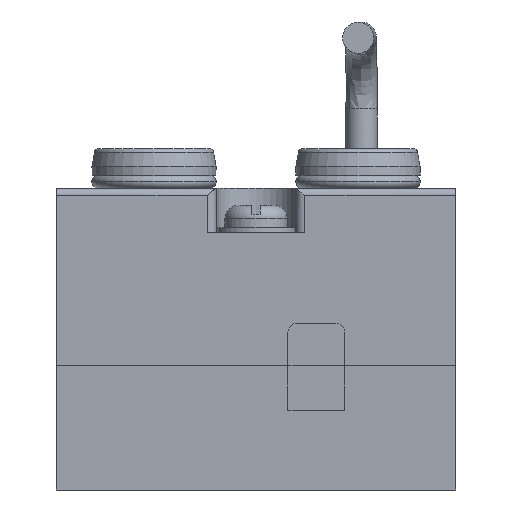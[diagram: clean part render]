
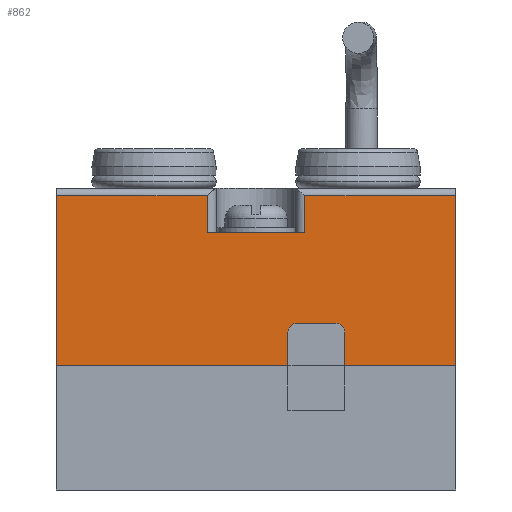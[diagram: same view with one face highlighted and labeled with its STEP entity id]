
A CAD part, front view. The second image highlights one B-rep face of the part: STEP entity #862.
In plain terms, the highlighted planar face has unit normal (0, -1, 0).
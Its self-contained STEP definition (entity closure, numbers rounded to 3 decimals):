
#862=ADVANCED_FACE('NONE',(#2282),#2283,.T.);
#2282=FACE_OUTER_BOUND('',#4298,.T.);
#2283=PLANE('',#4299);
#4298=EDGE_LOOP('',(#7136,#7137,#7138,#7139,#7140,#7141,#7142,#7143,#7144,#7145,#7146,#7147,#7148,#7149));
#4299=AXIS2_PLACEMENT_3D('',#7150,#7151,#7152);
#7136=ORIENTED_EDGE('',*,*,#12473,.T.);
#7137=ORIENTED_EDGE('',*,*,#12509,.T.);
#7138=ORIENTED_EDGE('',*,*,#12510,.F.);
#7139=ORIENTED_EDGE('',*,*,#12511,.F.);
#7140=ORIENTED_EDGE('',*,*,#12512,.F.);
#7141=ORIENTED_EDGE('',*,*,#12513,.F.);
#7142=ORIENTED_EDGE('',*,*,#12514,.F.);
#7143=ORIENTED_EDGE('',*,*,#12515,.T.);
#7144=ORIENTED_EDGE('',*,*,#12441,.F.);
#7145=ORIENTED_EDGE('',*,*,#12516,.F.);
#7146=ORIENTED_EDGE('',*,*,#12517,.F.);
#7147=ORIENTED_EDGE('',*,*,#12518,.F.);
#7148=ORIENTED_EDGE('',*,*,#12519,.T.);
#7149=ORIENTED_EDGE('',*,*,#12520,.F.);
#7150=CARTESIAN_POINT('',(0.0,15.465,33.2));
#7151=DIRECTION('',(0.0,-1.0,0.0));
#7152=DIRECTION('',(0.0,0.0,-1.0));
#12441=EDGE_CURVE('NONE',#15231,#15232,#15233,.T.);
#12473=EDGE_CURVE('NONE',#15295,#15292,#15296,.T.);
#12509=EDGE_CURVE('NONE',#15292,#15365,#15366,.T.);
#12510=EDGE_CURVE('NONE',#15367,#15365,#15368,.T.);
#12511=EDGE_CURVE('NONE',#15369,#15367,#15370,.T.);
#12512=EDGE_CURVE('NONE',#15371,#15369,#15372,.T.);
#12513=EDGE_CURVE('NONE',#15373,#15371,#15374,.T.);
#12514=EDGE_CURVE('NONE',#15375,#15373,#15376,.T.);
#12515=EDGE_CURVE('NONE',#15375,#15232,#15377,.T.);
#12516=EDGE_CURVE('NONE',#15378,#15231,#15379,.T.);
#12517=EDGE_CURVE('NONE',#15380,#15378,#15381,.T.);
#12518=EDGE_CURVE('NONE',#15382,#15380,#15383,.T.);
#12519=EDGE_CURVE('NONE',#15382,#15384,#15385,.T.);
#12520=EDGE_CURVE('NONE',#15295,#15384,#15386,.T.);
#15231=VERTEX_POINT('NONE',#19102);
#15232=VERTEX_POINT('NONE',#19103);
#15233=LINE('',#19104,#19105);
#15292=VERTEX_POINT('NONE',#19187);
#15295=VERTEX_POINT('NONE',#19191);
#15296=LINE('',#19192,#19193);
#15365=VERTEX_POINT('NONE',#19288);
#15366=LINE('',#19289,#19290);
#15367=VERTEX_POINT('NONE',#19291);
#15368=LINE('',#19292,#19293);
#15369=VERTEX_POINT('NONE',#19294);
#15370=CIRCLE('',#19295,1.);
#15371=VERTEX_POINT('NONE',#19296);
#15372=LINE('',#19297,#19298);
#15373=VERTEX_POINT('NONE',#19299);
#15374=CIRCLE('',#19300,1.);
#15375=VERTEX_POINT('NONE',#19301);
#15376=LINE('',#19302,#19303);
#15377=LINE('',#19304,#19305);
#15378=VERTEX_POINT('NONE',#19306);
#15379=LINE('',#19307,#19308);
#15380=VERTEX_POINT('NONE',#19309);
#15381=LINE('',#19310,#19311);
#15382=VERTEX_POINT('NONE',#19312);
#15383=LINE('',#19313,#19314);
#15384=VERTEX_POINT('NONE',#19315);
#15385=LINE('',#19316,#19317);
#15386=LINE('',#19318,#19319);
#19102=CARTESIAN_POINT('',(45.0,15.465,33.2));
#19103=CARTESIAN_POINT('',(45.0,15.465,14.01));
#19104=CARTESIAN_POINT('',(45.0,15.465,33.2));
#19105=VECTOR('',#23056,1000.0);
#19187=CARTESIAN_POINT('',(0.0,15.465,14.01));
#19191=CARTESIAN_POINT('',(0.0,15.465,33.2));
#19192=CARTESIAN_POINT('',(0.0,15.465,33.2));
#19193=VECTOR('',#23099,1000.0);
#19288=CARTESIAN_POINT('',(26.104,15.465,14.01));
#19289=CARTESIAN_POINT('',(0.0,15.465,14.01));
#19290=VECTOR('',#23150,1000.0);
#19291=CARTESIAN_POINT('',(26.104,15.465,17.8));
#19292=CARTESIAN_POINT('',(26.104,15.465,33.2));
#19293=VECTOR('',#23151,1000.0);
#19294=CARTESIAN_POINT('',(27.104,15.465,18.8));
#19295=AXIS2_PLACEMENT_3D('',#23152,#23153,#23154);
#19296=CARTESIAN_POINT('',(31.504,15.465,18.8));
#19297=CARTESIAN_POINT('',(0.0,15.465,18.8));
#19298=VECTOR('',#23155,1000.0);
#19299=CARTESIAN_POINT('',(32.504,15.465,17.8));
#19300=AXIS2_PLACEMENT_3D('',#23156,#23157,#23158);
#19301=CARTESIAN_POINT('',(32.504,15.465,14.01));
#19302=CARTESIAN_POINT('',(32.504,15.465,33.2));
#19303=VECTOR('',#23159,1000.0);
#19304=CARTESIAN_POINT('',(0.0,15.465,14.01));
#19305=VECTOR('',#23160,1000.0);
#19306=CARTESIAN_POINT('',(28.004,15.465,33.2));
#19307=CARTESIAN_POINT('',(0.0,15.465,33.2));
#19308=VECTOR('',#23161,1000.0);
#19309=CARTESIAN_POINT('',(28.004,15.465,29.0));
#19310=CARTESIAN_POINT('',(28.004,15.465,29.0));
#19311=VECTOR('',#23162,1000.0);
#19312=CARTESIAN_POINT('',(17.004,15.465,29.0));
#19313=CARTESIAN_POINT('',(17.004,15.465,29.0));
#19314=VECTOR('',#23163,1000.0);
#19315=CARTESIAN_POINT('',(17.004,15.465,33.2));
#19316=CARTESIAN_POINT('',(17.004,15.465,29.0));
#19317=VECTOR('',#23164,1000.0);
#19318=CARTESIAN_POINT('',(0.0,15.465,33.2));
#19319=VECTOR('',#23165,1000.0);
#23056=DIRECTION('',(0.0,0.0,-1.0));
#23099=DIRECTION('',(0.0,0.0,-1.0));
#23150=DIRECTION('',(1.0,0.0,0.0));
#23151=DIRECTION('',(0.0,0.0,-1.0));
#23152=CARTESIAN_POINT('',(27.104,15.465,17.8));
#23153=DIRECTION('',(0.0,-1.0,0.0));
#23154=DIRECTION('',(0.0,0.0,-1.0));
#23155=DIRECTION('',(-1.0,0.0,0.0));
#23156=CARTESIAN_POINT('',(31.504,15.465,17.8));
#23157=DIRECTION('',(0.0,-1.0,0.0));
#23158=DIRECTION('',(0.0,0.0,-1.0));
#23159=DIRECTION('',(0.,0.0,1.0));
#23160=DIRECTION('',(1.0,0.0,0.0));
#23161=DIRECTION('',(1.0,0.0,0.0));
#23162=DIRECTION('',(0.0,0.0,1.0));
#23163=DIRECTION('',(1.0,0.0,0.0));
#23164=DIRECTION('',(0.0,0.0,1.0));
#23165=DIRECTION('',(1.0,0.0,0.0));
